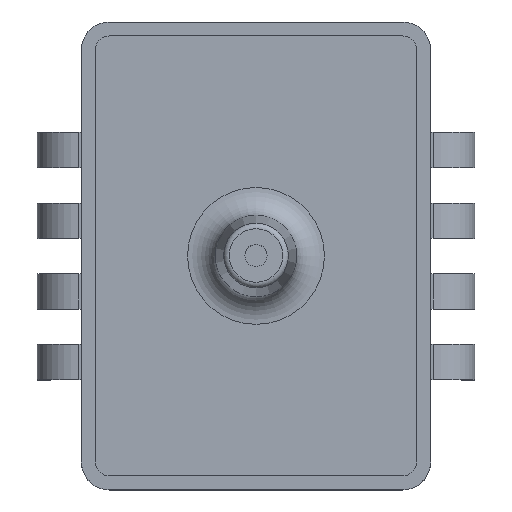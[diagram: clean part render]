
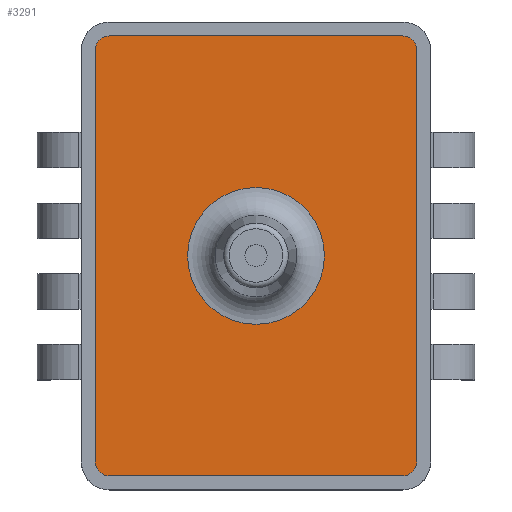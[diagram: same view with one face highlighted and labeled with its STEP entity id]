
A CAD part, top view. The second image highlights one B-rep face of the part: STEP entity #3291.
In plain terms, the highlighted planar face has unit normal (0, 0, 1).
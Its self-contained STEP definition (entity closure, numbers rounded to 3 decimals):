
#1770 = VERTEX_POINT('',#1771);
#1771 = CARTESIAN_POINT('',(-5.775,7.405,8.44));
#1777 = EDGE_CURVE('',#1770,#1778,#1780,.T.);
#1778 = VERTEX_POINT('',#1779);
#1779 = CARTESIAN_POINT('',(-5.775,-7.405,8.44));
#1780 = LINE('',#1781,#1782);
#1781 = CARTESIAN_POINT('',(-5.775,7.405,8.44));
#1782 = VECTOR('',#1783,1.);
#1783 = DIRECTION('',(0.,-1.,0.));
#1801 = EDGE_CURVE('',#1778,#1802,#1804,.T.);
#1802 = VERTEX_POINT('',#1803);
#1803 = CARTESIAN_POINT('',(-5.275,-7.905,8.44));
#1804 = CIRCLE('',#1805,0.5);
#1805 = AXIS2_PLACEMENT_3D('',#1806,#1807,#1808);
#1806 = CARTESIAN_POINT('',(-5.275,-7.405,8.44));
#1807 = DIRECTION('',(0.,0.,1.));
#1808 = DIRECTION('',(1.,0.,0.));
#1826 = EDGE_CURVE('',#1802,#1827,#1829,.T.);
#1827 = VERTEX_POINT('',#1828);
#1828 = CARTESIAN_POINT('',(5.275,-7.905,8.44));
#1829 = LINE('',#1830,#1831);
#1830 = CARTESIAN_POINT('',(-5.275,-7.905,8.44));
#1831 = VECTOR('',#1832,1.);
#1832 = DIRECTION('',(1.,0.,0.));
#1850 = EDGE_CURVE('',#1827,#1851,#1853,.T.);
#1851 = VERTEX_POINT('',#1852);
#1852 = CARTESIAN_POINT('',(5.775,-7.405,8.44));
#1853 = CIRCLE('',#1854,0.5);
#1854 = AXIS2_PLACEMENT_3D('',#1855,#1856,#1857);
#1855 = CARTESIAN_POINT('',(5.275,-7.405,8.44));
#1856 = DIRECTION('',(0.,0.,1.));
#1857 = DIRECTION('',(1.,0.,0.));
#1875 = EDGE_CURVE('',#1851,#1876,#1878,.T.);
#1876 = VERTEX_POINT('',#1877);
#1877 = CARTESIAN_POINT('',(5.775,7.405,8.44));
#1878 = LINE('',#1879,#1880);
#1879 = CARTESIAN_POINT('',(5.775,-7.405,8.44));
#1880 = VECTOR('',#1881,1.);
#1881 = DIRECTION('',(0.,1.,0.));
#1899 = EDGE_CURVE('',#1876,#1900,#1902,.T.);
#1900 = VERTEX_POINT('',#1901);
#1901 = CARTESIAN_POINT('',(5.275,7.905,8.44));
#1902 = CIRCLE('',#1903,0.5);
#1903 = AXIS2_PLACEMENT_3D('',#1904,#1905,#1906);
#1904 = CARTESIAN_POINT('',(5.275,7.405,8.44));
#1905 = DIRECTION('',(0.,0.,1.));
#1906 = DIRECTION('',(1.,0.,0.));
#1924 = EDGE_CURVE('',#1900,#1925,#1927,.T.);
#1925 = VERTEX_POINT('',#1926);
#1926 = CARTESIAN_POINT('',(-5.275,7.905,8.44));
#1927 = LINE('',#1928,#1929);
#1928 = CARTESIAN_POINT('',(5.275,7.905,8.44));
#1929 = VECTOR('',#1930,1.);
#1930 = DIRECTION('',(-1.,0.,0.));
#1948 = EDGE_CURVE('',#1925,#1770,#1949,.T.);
#1949 = CIRCLE('',#1950,0.5);
#1950 = AXIS2_PLACEMENT_3D('',#1951,#1952,#1953);
#1951 = CARTESIAN_POINT('',(-5.275,7.405,8.44));
#1952 = DIRECTION('',(0.,0.,1.));
#1953 = DIRECTION('',(1.,0.,0.));
#3291 = ADVANCED_FACE('',(#3292,#3303),#3313,.T.);
#3292 = FACE_BOUND('',#3293,.T.);
#3293 = EDGE_LOOP('',(#3294));
#3294 = ORIENTED_EDGE('',*,*,#3295,.T.);
#3295 = EDGE_CURVE('',#3296,#3296,#3298,.T.);
#3296 = VERTEX_POINT('',#3297);
#3297 = CARTESIAN_POINT('',(0.,2.459,8.44));
#3298 = CIRCLE('',#3299,2.459);
#3299 = AXIS2_PLACEMENT_3D('',#3300,#3301,#3302);
#3300 = CARTESIAN_POINT('',(0.,0.,8.44)
  );
#3301 = DIRECTION('',(0.,0.,-1.));
#3302 = DIRECTION('',(0.,1.,0.));
#3303 = FACE_BOUND('',#3304,.T.);
#3304 = EDGE_LOOP('',(#3305,#3306,#3307,#3308,#3309,#3310,#3311,#3312));
#3305 = ORIENTED_EDGE('',*,*,#1777,.T.);
#3306 = ORIENTED_EDGE('',*,*,#1801,.T.);
#3307 = ORIENTED_EDGE('',*,*,#1826,.T.);
#3308 = ORIENTED_EDGE('',*,*,#1850,.T.);
#3309 = ORIENTED_EDGE('',*,*,#1875,.T.);
#3310 = ORIENTED_EDGE('',*,*,#1899,.T.);
#3311 = ORIENTED_EDGE('',*,*,#1924,.T.);
#3312 = ORIENTED_EDGE('',*,*,#1948,.T.);
#3313 = PLANE('',#3314);
#3314 = AXIS2_PLACEMENT_3D('',#3315,#3316,#3317);
#3315 = CARTESIAN_POINT('',(0.,0.,8.44
    ));
#3316 = DIRECTION('',(0.,0.,1.));
#3317 = DIRECTION('',(1.,0.,0.));
